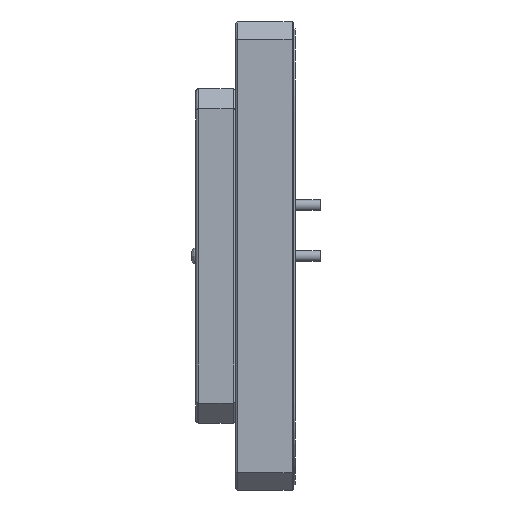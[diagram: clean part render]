
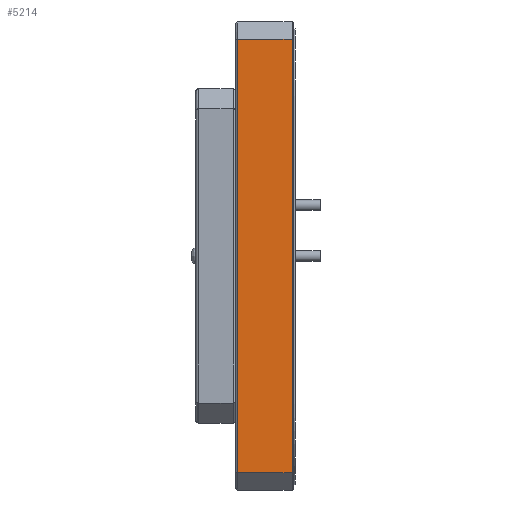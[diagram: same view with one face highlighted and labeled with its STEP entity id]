
A CAD part, left-side view. The second image highlights one B-rep face of the part: STEP entity #5214.
In plain terms, the highlighted planar face has unit normal (-1, 0, 0).
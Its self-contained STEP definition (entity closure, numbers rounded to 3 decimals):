
#414 = ORIENTED_EDGE ( 'NONE', *, *, #5565, .T. ) ;
#755 = CARTESIAN_POINT ( 'NONE',  ( -17.504, 3.468, -13.101 ) ) ;
#1350 = CARTESIAN_POINT ( 'NONE',  ( -17.504, 3.468, -16.204 ) ) ;
#2041 = LINE ( 'NONE', #6216, #7209 ) ;
#2068 = DIRECTION ( 'NONE',  ( 1., 0., 0. ) ) ;
#2104 = EDGE_CURVE ( 'NONE', #9799, #6923, #2041, .T. ) ;
#2296 = CARTESIAN_POINT ( 'NONE',  ( -17.504, 3.368, -13.101 ) ) ;
#2524 = ORIENTED_EDGE ( 'NONE', *, *, #7649, .T. ) ;
#3915 = DIRECTION ( 'NONE',  ( 0., 1., 0. ) ) ;
#4447 = DIRECTION ( 'NONE',  ( 0., 0., -1. ) ) ;
#4855 = VECTOR ( 'NONE', #10684, 1000. ) ;
#5214 = ADVANCED_FACE ( 'NONE', ( #12005 ), #15068, .F. ) ;
#5565 = EDGE_CURVE ( 'NONE', #15266, #9336, #8982, .T. ) ;
#6216 = CARTESIAN_POINT ( 'NONE',  ( -17.504, 3.468, 16.196 ) ) ;
#6923 = VERTEX_POINT ( 'NONE', #14616 ) ;
#6963 = VECTOR ( 'NONE', #14565, 1000. ) ;
#7209 = VECTOR ( 'NONE', #3915, 1000. ) ;
#7564 = EDGE_LOOP ( 'NONE', ( #414, #2524, #9539, #10110 ) ) ;
#7649 = EDGE_CURVE ( 'NONE', #9336, #9799, #10027, .T. ) ;
#7715 = CARTESIAN_POINT ( 'NONE',  ( -17.504, -0.732, 16.196 ) ) ;
#7860 = CARTESIAN_POINT ( 'NONE',  ( -17.504, -0.732, -13.101 ) ) ;
#8158 = LINE ( 'NONE', #2296, #4855 ) ;
#8982 = LINE ( 'NONE', #1350, #6963 ) ;
#9336 = VERTEX_POINT ( 'NONE', #12529 ) ;
#9539 = ORIENTED_EDGE ( 'NONE', *, *, #2104, .T. ) ;
#9799 = VERTEX_POINT ( 'NONE', #7715 ) ;
#10027 = LINE ( 'NONE', #7860, #10774 ) ;
#10110 = ORIENTED_EDGE ( 'NONE', *, *, #14157, .T. ) ;
#10684 = DIRECTION ( 'NONE',  ( 0., 0., -1. ) ) ;
#10774 = VECTOR ( 'NONE', #14929, 1000. ) ;
#11673 = AXIS2_PLACEMENT_3D ( 'NONE', #755, #2068, #4447 ) ;
#12005 = FACE_OUTER_BOUND ( 'NONE', #7564, .T. ) ;
#12529 = CARTESIAN_POINT ( 'NONE',  ( -17.504, -0.732, -16.204 ) ) ;
#12649 = CARTESIAN_POINT ( 'NONE',  ( -17.504, 3.368, -16.204 ) ) ;
#14157 = EDGE_CURVE ( 'NONE', #6923, #15266, #8158, .T. ) ;
#14565 = DIRECTION ( 'NONE',  ( 0., -1., 0. ) ) ;
#14616 = CARTESIAN_POINT ( 'NONE',  ( -17.504, 3.368, 16.196 ) ) ;
#14929 = DIRECTION ( 'NONE',  ( 0., 0., 1. ) ) ;
#15068 = PLANE ( 'NONE',  #11673 ) ;
#15266 = VERTEX_POINT ( 'NONE', #12649 ) ;
